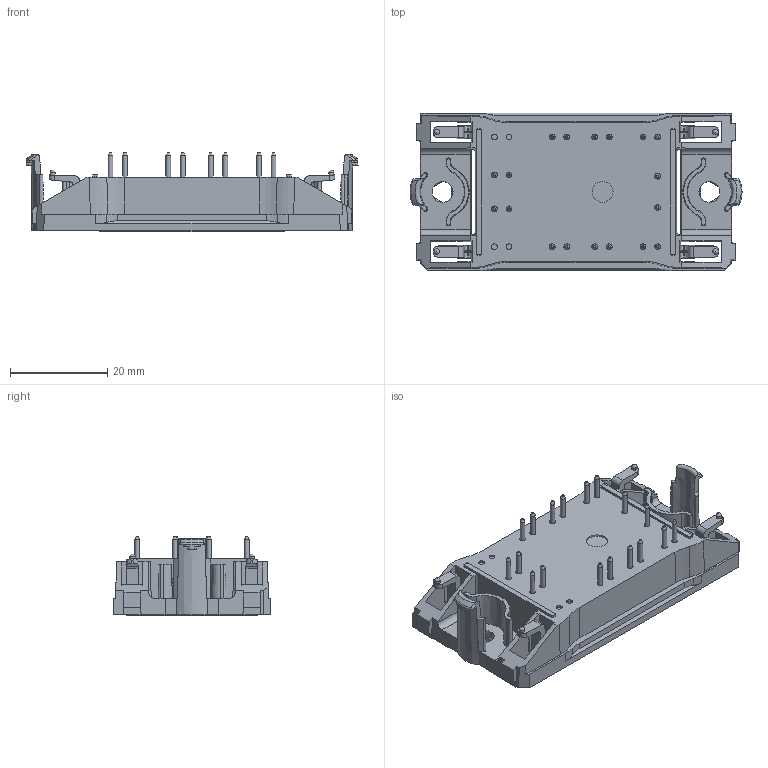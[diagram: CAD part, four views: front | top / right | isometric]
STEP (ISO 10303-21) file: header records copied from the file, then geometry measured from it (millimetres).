
FILE_DESCRIPTION(/* description */ ('Unknown'),/* implementation_level */ '2;1');
FILE_NAME(/* name */ 'Flow0-2C12W-P910(180)-01-OL',/* time_stamp */ '2015-12-08T11:34:45+01:00',/* author */ ('Unknown'),/* organization */ ('Unknown'),/* preprocessor_version */ 'ST-DEVELOPER v16',/* originating_system */ 'DEX',/* authorisation */ $);
FILE_SCHEMA (('AUTOMOTIVE_DESIGN {1 0 10303 214 3 1 1}'));
Length unit declared in the file: millimetre
Products named in the file (1): Flow0-2C12W-P910(180)-01-OL
Bounding box: 68.4 x 32.5 x 16.28 mm (x, y, z)
Volume: 16769.5 mm3; surface area: 9022.6 mm2
Topology: 1 solids, 1 shells, 483 faces, 1273 edges, 826 vertices
Faces by surface type: plane 294, cylinder 125, cone 52, sphere 4, bspline 4, torus 4
Full cylindrical faces by diameter (mm): 1 x18, 1.1 x4, 1.2 x22, 4.3 x1
Entity records: 18129 total; most frequent: CARTESIAN_POINT 2922, DIRECTION 2494, ORIENTED_EDGE 2352, EDGE_CURVE 1176, AXIS2_PLACEMENT_3D 870, VERTEX_POINT 800, LINE 754, VECTOR 754
